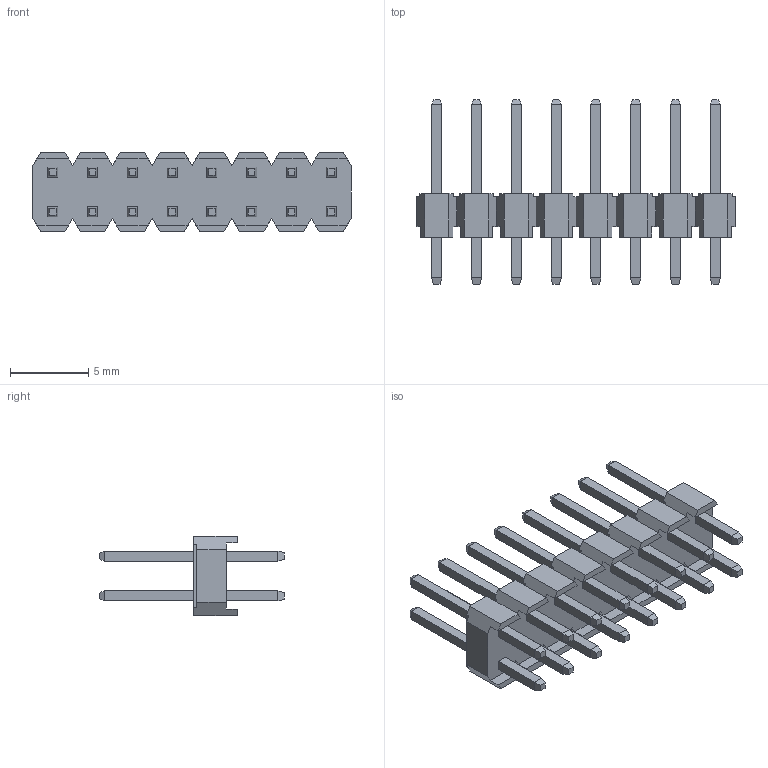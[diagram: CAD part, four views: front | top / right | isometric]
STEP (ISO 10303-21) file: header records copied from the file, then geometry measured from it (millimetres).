
FILE_DESCRIPTION (( 'STEP AP214' ), '1' );
FILE_NAME ('PLD-16.STEP', '2011-05-17T11:10:20', ( 'vpeshkov' ), ( 'licard' ), 'SwSTEP 2.0', 'SolidWorks 2009', '' );
FILE_SCHEMA (( 'AUTOMOTIVE_DESIGN' ));
Length unit declared in the file: millimetre
Products named in the file (1): PLD-16
Bounding box: 20.32 x 11.8 x 5.08 mm (x, y, z)
Volume: 270.6 mm3; surface area: 770.9 mm2
Topology: 1 solids, 1 shells, 404 faces, 982 edges, 612 vertices
Faces by surface type: plane 404
Entity records: 14604 total; most frequent: CARTESIAN_POINT 1999, ORIENTED_EDGE 1964, DIRECTION 1792, EDGE_CURVE 982, VECTOR 982, LINE 982, VERTEX_POINT 612, EDGE_LOOP 436
